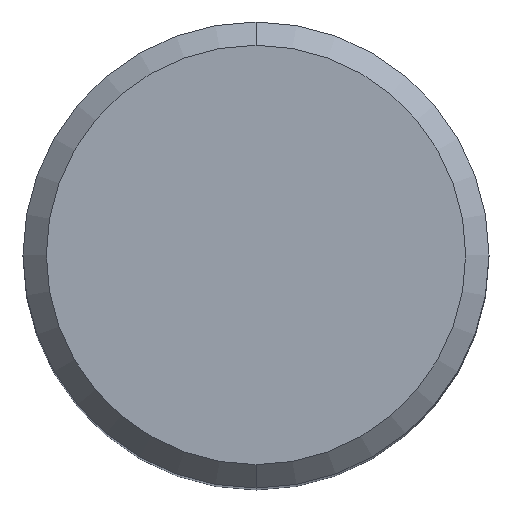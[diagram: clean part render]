
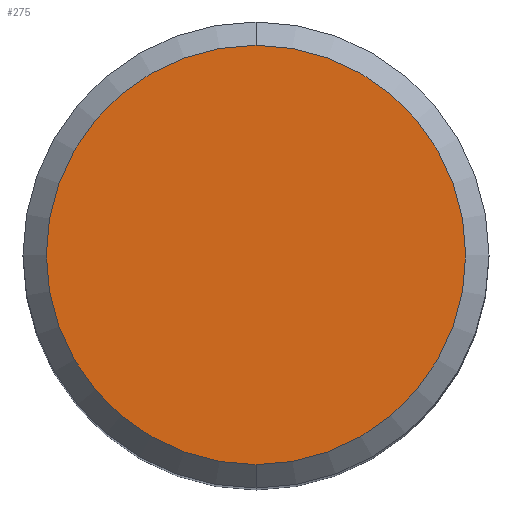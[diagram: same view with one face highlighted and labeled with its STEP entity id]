
A CAD part, top view. The second image highlights one B-rep face of the part: STEP entity #275.
In plain terms, the highlighted planar face has unit normal (0, 0, 1).
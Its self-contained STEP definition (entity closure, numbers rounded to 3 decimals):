
#215=VERTEX_POINT('',#527);
#275=ADVANCED_FACE('',(#593),#594,.T.);
#321=EDGE_CURVE('',#215,#385,#645,.T.);
#385=VERTEX_POINT('',#715);
#391=EDGE_CURVE('',#385,#215,#721,.T.);
#527=CARTESIAN_POINT('',(0.,-9.0,0.0));
#593=FACE_OUTER_BOUND('',#1087,.T.);
#594=PLANE('',#1088);
#645=CIRCLE('',#1168,9.0);
#715=CARTESIAN_POINT('',(0.0,9.0,0.0));
#721=CIRCLE('',#1385,9.0);
#1087=EDGE_LOOP('',(#1738,#1739));
#1088=AXIS2_PLACEMENT_3D('',#1740,#1741,#1742);
#1168=AXIS2_PLACEMENT_3D('',#1797,#1798,#1799);
#1385=AXIS2_PLACEMENT_3D('',#1868,#1869,#1870);
#1738=ORIENTED_EDGE('',*,*,#391,.F.);
#1739=ORIENTED_EDGE('',*,*,#321,.F.);
#1740=CARTESIAN_POINT('',(0.0,4.5,0.0));
#1741=DIRECTION('',(-0.0,0.0,1.0));
#1742=DIRECTION('',(0.0,-1.0,0.0));
#1797=CARTESIAN_POINT('',(0.0,0.0,0.0));
#1798=DIRECTION('',(0.0,0.0,-1.0));
#1799=DIRECTION('',(0.0,1.0,0.0));
#1868=CARTESIAN_POINT('',(0.0,0.0,0.0));
#1869=DIRECTION('',(0.0,0.0,-1.0));
#1870=DIRECTION('',(0.0,1.0,0.0));
